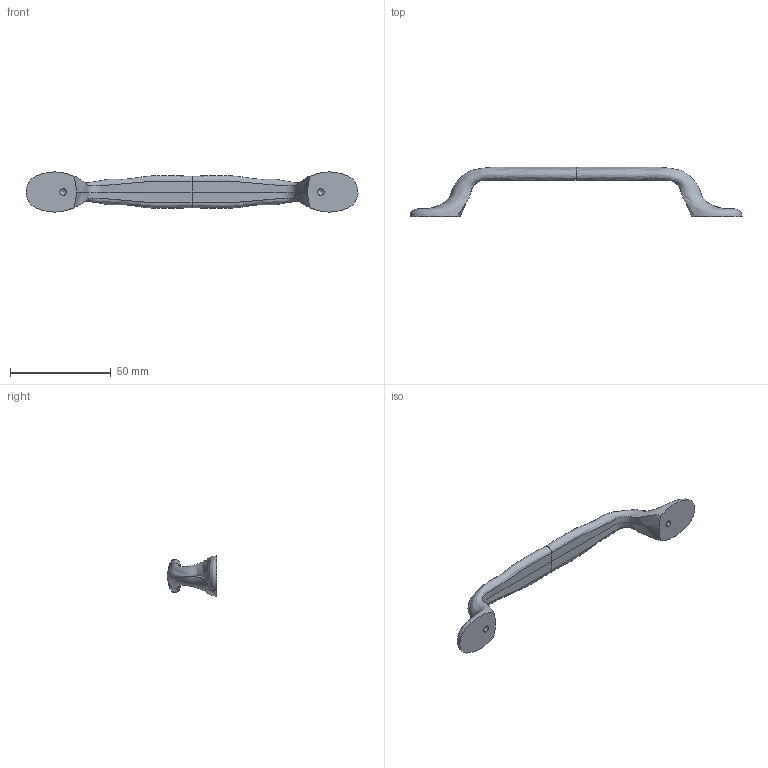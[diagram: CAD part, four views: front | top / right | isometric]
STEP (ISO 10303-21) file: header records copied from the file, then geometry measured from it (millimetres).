
FILE_DESCRIPTION (( 'STEP AP214' ), '1' );
FILE_NAME ('F002772,F002774,F002776,F002778_3D.step', '2022-07-07T08:10:59', ( '' ), ( '' ), 'SwSTEP 2.0', 'SolidWorks 2020', '' );
FILE_SCHEMA (( 'AUTOMOTIVE_DESIGN' ));
Length unit declared in the file: millimetre
Products named in the file (1): F002772,F002774,F002776,F002778_3D
Bounding box: 164.94 x 24.5 x 20 mm (x, y, z)
Volume: 14077.6 mm3; surface area: 6774.4 mm2
Topology: 1 solids, 1 shells, 16 faces, 41 edges, 25 vertices
Faces by surface type: bspline 6, cylinder 4, cone 4, plane 2
Entity records: 13838 total; most frequent: CARTESIAN_POINT 13399, DIRECTION 74, ORIENTED_EDGE 74, EDGE_CURVE 37, AXIS2_PLACEMENT_3D 32, VERTEX_POINT 25, CIRCLE 21, EDGE_LOOP 18
